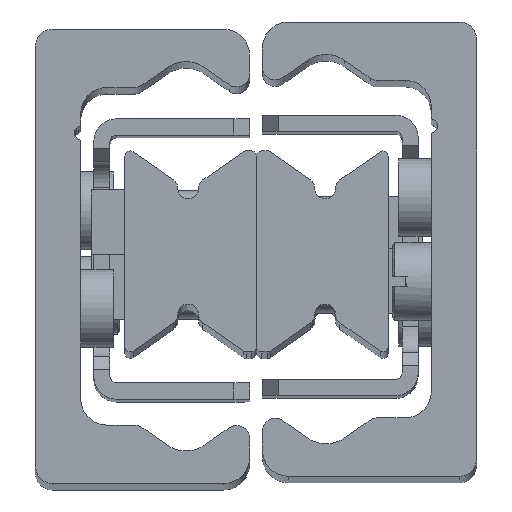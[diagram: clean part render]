
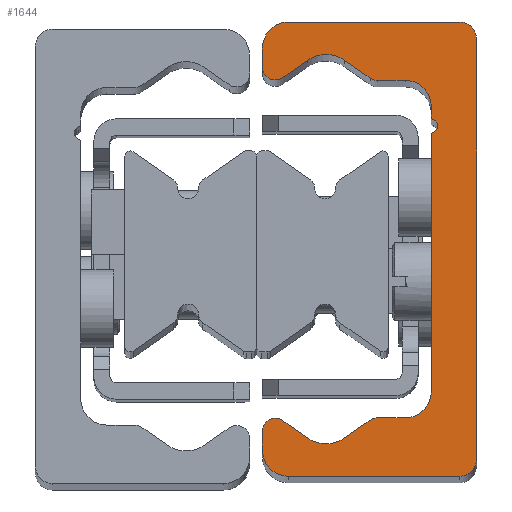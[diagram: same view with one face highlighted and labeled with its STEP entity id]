
A CAD part, top view. The second image highlights one B-rep face of the part: STEP entity #1644.
In plain terms, the highlighted face is planar.
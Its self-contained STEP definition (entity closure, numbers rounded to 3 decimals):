
#679=CARTESIAN_POINT('',(-0.001,1.3,0.0));
#680=VERTEX_POINT('',#679);
#687=CARTESIAN_POINT('',(1.299,0.,0.0));
#688=VERTEX_POINT('',#687);
#689=CARTESIAN_POINT('',(1.299,1.3,0.0));
#690=DIRECTION('',(0.0,0.0,1.0));
#691=DIRECTION('',(-1.0,0.0,0.0));
#692=AXIS2_PLACEMENT_3D('',#689,#690,#691);
#693=CIRCLE('',#692,1.3);
#694=EDGE_CURVE('',#680,#688,#693,.T.);
#718=CARTESIAN_POINT('',(-0.001,33.7,0.0));
#719=VERTEX_POINT('',#718);
#726=CARTESIAN_POINT('',(-0.001,33.7,0.0));
#727=DIRECTION('',(0.0,-1.0,0.0));
#728=VECTOR('',#727,32.4);
#729=LINE('',#726,#728);
#730=EDGE_CURVE('',#719,#680,#729,.T.);
#774=CARTESIAN_POINT('',(1.299,35.0,0.0));
#775=VERTEX_POINT('',#774);
#782=CARTESIAN_POINT('',(1.299,33.7,0.0));
#783=DIRECTION('',(0.0,0.0,1.0));
#784=DIRECTION('',(0.0,1.0,0.0));
#785=AXIS2_PLACEMENT_3D('',#782,#783,#784);
#786=CIRCLE('',#785,1.3);
#787=EDGE_CURVE('',#775,#719,#786,.T.);
#806=CARTESIAN_POINT('',(14.499,35.0,0.0));
#807=VERTEX_POINT('',#806);
#814=CARTESIAN_POINT('',(14.499,35.0,0.0));
#815=DIRECTION('',(-1.0,0.0,0.0));
#816=VECTOR('',#815,13.2);
#817=LINE('',#814,#816);
#818=EDGE_CURVE('',#807,#775,#817,.T.);
#838=CARTESIAN_POINT('',(16.499,33.0,0.0));
#839=VERTEX_POINT('',#838);
#846=CARTESIAN_POINT('',(14.499,33.0,0.0));
#847=DIRECTION('',(0.0,0.0,1.0));
#848=DIRECTION('',(1.0,0.0,0.0));
#849=AXIS2_PLACEMENT_3D('',#846,#847,#848);
#850=CIRCLE('',#849,2.0);
#851=EDGE_CURVE('',#839,#807,#850,.T.);
#870=CARTESIAN_POINT('',(16.499,31.542,0.0));
#871=VERTEX_POINT('',#870);
#878=CARTESIAN_POINT('',(16.499,31.542,0.0));
#879=DIRECTION('',(0.0,1.0,0.0));
#880=VECTOR('',#879,1.458);
#881=LINE('',#878,#880);
#882=EDGE_CURVE('',#871,#839,#881,.T.);
#902=CARTESIAN_POINT('',(14.926,30.723,0.0));
#903=VERTEX_POINT('',#902);
#910=CARTESIAN_POINT('',(15.499,31.542,0.0));
#911=DIRECTION('',(0.0,0.0,1.));
#912=DIRECTION('',(-0.574,-0.819,0.0));
#913=AXIS2_PLACEMENT_3D('',#910,#911,#912);
#914=CIRCLE('',#913,1.);
#915=EDGE_CURVE('',#903,#871,#914,.T.);
#934=CARTESIAN_POINT('',(13.033,32.048,0.0));
#935=VERTEX_POINT('',#934);
#942=CARTESIAN_POINT('',(13.033,32.048,0.0));
#943=DIRECTION('',(0.819,-0.574,0.0));
#944=VECTOR('',#943,2.31);
#945=LINE('',#942,#944);
#946=EDGE_CURVE('',#935,#903,#945,.T.);
#966=CARTESIAN_POINT('',(10.165,32.048,0.0));
#967=VERTEX_POINT('',#966);
#974=CARTESIAN_POINT('',(11.599,30.0,0.0));
#975=DIRECTION('',(0.0,0.0,-1.));
#976=DIRECTION('',(-0.574,-0.819,0.0));
#977=AXIS2_PLACEMENT_3D('',#974,#975,#976);
#978=CIRCLE('',#977,2.5);
#979=EDGE_CURVE('',#967,#935,#978,.T.);
#998=CARTESIAN_POINT('',(8.213,30.681,0.0));
#999=VERTEX_POINT('',#998);
#1006=CARTESIAN_POINT('',(8.213,30.681,0.0));
#1007=DIRECTION('',(0.819,0.574,0.0));
#1008=VECTOR('',#1007,2.383);
#1009=LINE('',#1006,#1008);
#1010=EDGE_CURVE('',#999,#967,#1009,.T.);
#1030=CARTESIAN_POINT('',(7.64,30.5,0.0));
#1031=VERTEX_POINT('',#1030);
#1038=CARTESIAN_POINT('',(7.64,31.5,0.0));
#1039=DIRECTION('',(0.0,0.0,1.0));
#1040=DIRECTION('',(0.0,-1.0,0.0));
#1041=AXIS2_PLACEMENT_3D('',#1038,#1039,#1040);
#1042=CIRCLE('',#1041,1.0);
#1043=EDGE_CURVE('',#1031,#999,#1042,.T.);
#1062=CARTESIAN_POINT('',(5.499,30.5,0.0));
#1063=VERTEX_POINT('',#1062);
#1070=CARTESIAN_POINT('',(5.499,30.5,0.0));
#1071=DIRECTION('',(1.0,0.0,0.0));
#1072=VECTOR('',#1071,2.14);
#1073=LINE('',#1070,#1072);
#1074=EDGE_CURVE('',#1063,#1031,#1073,.T.);
#1094=CARTESIAN_POINT('',(3.499,28.5,0.0));
#1095=VERTEX_POINT('',#1094);
#1102=CARTESIAN_POINT('',(5.499,28.5,0.0));
#1103=DIRECTION('',(0.0,0.0,-1.0));
#1104=DIRECTION('',(0.0,-1.0,0.0));
#1105=AXIS2_PLACEMENT_3D('',#1102,#1103,#1104);
#1106=CIRCLE('',#1105,2.0);
#1107=EDGE_CURVE('',#1095,#1063,#1106,.T.);
#1126=CARTESIAN_POINT('',(3.499,27.671,0.0));
#1127=VERTEX_POINT('',#1126);
#1134=CARTESIAN_POINT('',(3.499,27.671,0.0));
#1135=DIRECTION('',(0.0,1.0,0.0));
#1136=VECTOR('',#1135,0.829);
#1137=LINE('',#1134,#1136);
#1138=EDGE_CURVE('',#1127,#1095,#1137,.T.);
#1158=CARTESIAN_POINT('',(3.357,27.479,0.0));
#1159=VERTEX_POINT('',#1158);
#1166=CARTESIAN_POINT('',(3.299,27.671,0.0));
#1167=DIRECTION('',(0.0,0.0,1.));
#1168=DIRECTION('',(0.286,-0.958,0.0));
#1169=AXIS2_PLACEMENT_3D('',#1166,#1167,#1168);
#1170=CIRCLE('',#1169,0.2);
#1171=EDGE_CURVE('',#1159,#1127,#1170,.T.);
#1191=CARTESIAN_POINT('',(3.357,26.521,0.0));
#1192=VERTEX_POINT('',#1191);
#1199=CARTESIAN_POINT('',(3.499,27.0,0.0));
#1200=DIRECTION('',(0.0,0.0,-1.0));
#1201=DIRECTION('',(0.286,-0.958,0.0));
#1202=AXIS2_PLACEMENT_3D('',#1199,#1200,#1201);
#1203=CIRCLE('',#1202,0.5);
#1204=EDGE_CURVE('',#1192,#1159,#1203,.T.);
#1224=CARTESIAN_POINT('',(3.499,26.329,0.0));
#1225=VERTEX_POINT('',#1224);
#1232=CARTESIAN_POINT('',(3.299,26.329,0.0));
#1233=DIRECTION('',(0.0,0.0,1.0));
#1234=DIRECTION('',(1.0,0.0,0.0));
#1235=AXIS2_PLACEMENT_3D('',#1232,#1233,#1234);
#1236=CIRCLE('',#1235,0.2);
#1237=EDGE_CURVE('',#1225,#1192,#1236,.T.);
#1256=CARTESIAN_POINT('',(3.499,6.5,0.0));
#1257=VERTEX_POINT('',#1256);
#1264=CARTESIAN_POINT('',(3.499,6.5,0.0));
#1265=DIRECTION('',(0.0,1.0,0.0));
#1266=VECTOR('',#1265,19.829);
#1267=LINE('',#1264,#1266);
#1268=EDGE_CURVE('',#1257,#1225,#1267,.T.);
#1312=CARTESIAN_POINT('',(5.499,4.5,0.0));
#1313=VERTEX_POINT('',#1312);
#1320=CARTESIAN_POINT('',(5.499,6.5,0.0));
#1321=DIRECTION('',(0.0,0.0,-1.0));
#1322=DIRECTION('',(1.0,0.0,0.0));
#1323=AXIS2_PLACEMENT_3D('',#1320,#1321,#1322);
#1324=CIRCLE('',#1323,2.0);
#1325=EDGE_CURVE('',#1313,#1257,#1324,.T.);
#1344=CARTESIAN_POINT('',(7.64,4.5,0.0));
#1345=VERTEX_POINT('',#1344);
#1352=CARTESIAN_POINT('',(7.64,4.5,0.0));
#1353=DIRECTION('',(-1.0,0.0,0.0));
#1354=VECTOR('',#1353,2.14);
#1355=LINE('',#1352,#1354);
#1356=EDGE_CURVE('',#1345,#1313,#1355,.T.);
#1376=CARTESIAN_POINT('',(8.213,4.319,0.0));
#1377=VERTEX_POINT('',#1376);
#1384=CARTESIAN_POINT('',(7.64,3.5,0.0));
#1385=DIRECTION('',(0.0,0.0,1.));
#1386=DIRECTION('',(0.574,0.819,0.0));
#1387=AXIS2_PLACEMENT_3D('',#1384,#1385,#1386);
#1388=CIRCLE('',#1387,1.0);
#1389=EDGE_CURVE('',#1377,#1345,#1388,.T.);
#1408=CARTESIAN_POINT('',(10.165,2.952,0.0));
#1409=VERTEX_POINT('',#1408);
#1416=CARTESIAN_POINT('',(10.165,2.952,0.0));
#1417=DIRECTION('',(-0.819,0.574,0.0));
#1418=VECTOR('',#1417,2.383);
#1419=LINE('',#1416,#1418);
#1420=EDGE_CURVE('',#1409,#1377,#1419,.T.);
#1440=CARTESIAN_POINT('',(13.033,2.952,0.0));
#1441=VERTEX_POINT('',#1440);
#1448=CARTESIAN_POINT('',(11.599,5.,0.0));
#1449=DIRECTION('',(0.0,0.0,-1.0));
#1450=DIRECTION('',(0.574,0.819,0.0));
#1451=AXIS2_PLACEMENT_3D('',#1448,#1449,#1450);
#1452=CIRCLE('',#1451,2.5);
#1453=EDGE_CURVE('',#1441,#1409,#1452,.T.);
#1472=CARTESIAN_POINT('',(14.926,4.277,0.0));
#1473=VERTEX_POINT('',#1472);
#1480=CARTESIAN_POINT('',(14.926,4.277,0.0));
#1481=DIRECTION('',(-0.819,-0.574,0.0));
#1482=VECTOR('',#1481,2.31);
#1483=LINE('',#1480,#1482);
#1484=EDGE_CURVE('',#1473,#1441,#1483,.T.);
#1504=CARTESIAN_POINT('',(16.499,3.458,0.0));
#1505=VERTEX_POINT('',#1504);
#1512=CARTESIAN_POINT('',(15.499,3.458,0.0));
#1513=DIRECTION('',(0.0,0.0,1.0));
#1514=DIRECTION('',(1.0,0.0,0.0));
#1515=AXIS2_PLACEMENT_3D('',#1512,#1513,#1514);
#1516=CIRCLE('',#1515,1.);
#1517=EDGE_CURVE('',#1505,#1473,#1516,.T.);
#1536=CARTESIAN_POINT('',(16.499,2.,0.0));
#1537=VERTEX_POINT('',#1536);
#1544=CARTESIAN_POINT('',(16.499,2.,0.0));
#1545=DIRECTION('',(0.0,1.0,0.0));
#1546=VECTOR('',#1545,1.458);
#1547=LINE('',#1544,#1546);
#1548=EDGE_CURVE('',#1537,#1505,#1547,.T.);
#1568=CARTESIAN_POINT('',(14.499,0.,0.0));
#1569=VERTEX_POINT('',#1568);
#1576=CARTESIAN_POINT('',(14.499,2.,0.0));
#1577=DIRECTION('',(0.0,0.0,1.0));
#1578=DIRECTION('',(0.0,-1.0,0.0));
#1579=AXIS2_PLACEMENT_3D('',#1576,#1577,#1578);
#1580=CIRCLE('',#1579,2.0);
#1581=EDGE_CURVE('',#1569,#1537,#1580,.T.);
#1599=CARTESIAN_POINT('',(1.299,0.,0.0));
#1600=DIRECTION('',(1.0,0.0,0.0));
#1601=VECTOR('',#1600,13.2);
#1602=LINE('',#1599,#1601);
#1603=EDGE_CURVE('',#688,#1569,#1602,.T.);
#1609=CARTESIAN_POINT('',(5.933,17.534,0.0));
#1610=DIRECTION('',(0.0,0.0,1.0));
#1611=DIRECTION('',(1.0,0.0,0.0));
#1612=AXIS2_PLACEMENT_3D('',#1609,#1610,#1611);
#1613=PLANE('',#1612);
#1614=ORIENTED_EDGE('',*,*,#1603,.F.);
#1615=ORIENTED_EDGE('',*,*,#694,.F.);
#1616=ORIENTED_EDGE('',*,*,#730,.F.);
#1617=ORIENTED_EDGE('',*,*,#787,.F.);
#1618=ORIENTED_EDGE('',*,*,#818,.F.);
#1619=ORIENTED_EDGE('',*,*,#851,.F.);
#1620=ORIENTED_EDGE('',*,*,#882,.F.);
#1621=ORIENTED_EDGE('',*,*,#915,.F.);
#1622=ORIENTED_EDGE('',*,*,#946,.F.);
#1623=ORIENTED_EDGE('',*,*,#979,.F.);
#1624=ORIENTED_EDGE('',*,*,#1010,.F.);
#1625=ORIENTED_EDGE('',*,*,#1043,.F.);
#1626=ORIENTED_EDGE('',*,*,#1074,.F.);
#1627=ORIENTED_EDGE('',*,*,#1107,.F.);
#1628=ORIENTED_EDGE('',*,*,#1138,.F.);
#1629=ORIENTED_EDGE('',*,*,#1171,.F.);
#1630=ORIENTED_EDGE('',*,*,#1204,.F.);
#1631=ORIENTED_EDGE('',*,*,#1237,.F.);
#1632=ORIENTED_EDGE('',*,*,#1268,.F.);
#1633=ORIENTED_EDGE('',*,*,#1325,.F.);
#1634=ORIENTED_EDGE('',*,*,#1356,.F.);
#1635=ORIENTED_EDGE('',*,*,#1389,.F.);
#1636=ORIENTED_EDGE('',*,*,#1420,.F.);
#1637=ORIENTED_EDGE('',*,*,#1453,.F.);
#1638=ORIENTED_EDGE('',*,*,#1484,.F.);
#1639=ORIENTED_EDGE('',*,*,#1517,.F.);
#1640=ORIENTED_EDGE('',*,*,#1548,.F.);
#1641=ORIENTED_EDGE('',*,*,#1581,.F.);
#1642=EDGE_LOOP('',(#1614,#1615,#1616,#1617,#1618,#1619,#1620,#1621,#1622,#1623,#1624,#1625,#1626,#1627,#1628,#1629,#1630,#1631,#1632,#1633,#1634,#1635,#1636,#1637,#1638,#1639,#1640,#1641));
#1643=FACE_OUTER_BOUND('',#1642,.T.);
#1644=ADVANCED_FACE('',(#1643),#1613,.F.);
